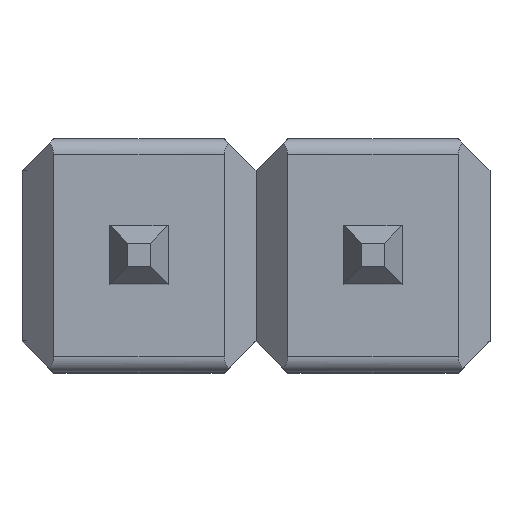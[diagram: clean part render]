
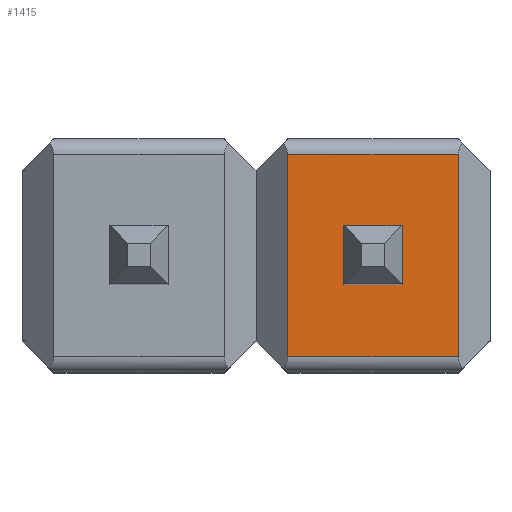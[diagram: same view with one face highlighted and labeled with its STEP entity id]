
A CAD part, top view. The second image highlights one B-rep face of the part: STEP entity #1415.
In plain terms, the highlighted planar face has unit normal (0, 0, 1).
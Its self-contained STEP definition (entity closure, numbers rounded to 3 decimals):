
#13=FACE_BOUND('',#174,.T.);
#94=FACE_OUTER_BOUND('',#173,.T.);
#173=EDGE_LOOP('',(#1115,#1116,#1117,#1118));
#174=EDGE_LOOP('',(#1119,#1120,#1121,#1122));
#267=LINE('',#2058,#451);
#269=LINE('',#2073,#453);
#277=LINE('',#2091,#461);
#282=LINE('',#2101,#466);
#313=LINE('',#2163,#497);
#314=LINE('',#2165,#498);
#315=LINE('',#2167,#499);
#316=LINE('',#2168,#500);
#451=VECTOR('',#1678,10.);
#453=VECTOR('',#1692,10.);
#461=VECTOR('',#1708,10.);
#466=VECTOR('',#1717,10.);
#497=VECTOR('',#1772,10.);
#498=VECTOR('',#1773,10.);
#499=VECTOR('',#1774,10.);
#500=VECTOR('',#1775,10.);
#612=VERTEX_POINT('',#2055);
#613=VERTEX_POINT('',#2057);
#619=VERTEX_POINT('',#2070);
#620=VERTEX_POINT('',#2072);
#647=VERTEX_POINT('',#2161);
#648=VERTEX_POINT('',#2162);
#649=VERTEX_POINT('',#2164);
#650=VERTEX_POINT('',#2166);
#764=EDGE_CURVE('',#612,#613,#267,.T.);
#771=EDGE_CURVE('',#619,#620,#269,.T.);
#781=EDGE_CURVE('',#620,#612,#277,.T.);
#786=EDGE_CURVE('',#613,#619,#282,.T.);
#817=EDGE_CURVE('',#647,#648,#313,.T.);
#818=EDGE_CURVE('',#648,#649,#314,.T.);
#819=EDGE_CURVE('',#649,#650,#315,.T.);
#820=EDGE_CURVE('',#650,#647,#316,.T.);
#1115=ORIENTED_EDGE('',*,*,#781,.F.);
#1116=ORIENTED_EDGE('',*,*,#771,.F.);
#1117=ORIENTED_EDGE('',*,*,#786,.F.);
#1118=ORIENTED_EDGE('',*,*,#764,.F.);
#1119=ORIENTED_EDGE('',*,*,#817,.T.);
#1120=ORIENTED_EDGE('',*,*,#818,.T.);
#1121=ORIENTED_EDGE('',*,*,#819,.T.);
#1122=ORIENTED_EDGE('',*,*,#820,.T.);
#1338=PLANE('',#1518);
#1415=ADVANCED_FACE('',(#94,#13),#1338,.T.);
#1518=AXIS2_PLACEMENT_3D('',#2160,#1770,#1771);
#1678=DIRECTION('',(1.,0.,0.));
#1692=DIRECTION('',(-1.,0.,0.));
#1708=DIRECTION('',(0.,1.,0.));
#1717=DIRECTION('',(0.,-1.,0.));
#1770=DIRECTION('center_axis',(0.,0.,1.));
#1771=DIRECTION('ref_axis',(-1.,0.,0.));
#1772=DIRECTION('',(1.,0.,0.));
#1773=DIRECTION('',(0.,-1.,0.));
#1774=DIRECTION('',(-1.,0.,0.));
#1775=DIRECTION('',(0.,1.,0.));
#2055=CARTESIAN_POINT('',(11.775,1.097,2.8));
#2057=CARTESIAN_POINT('',(13.625,1.097,2.8));
#2058=CARTESIAN_POINT('',(11.775,1.097,2.8));
#2070=CARTESIAN_POINT('',(13.625,-1.097,2.8));
#2072=CARTESIAN_POINT('',(11.775,-1.097,2.8));
#2073=CARTESIAN_POINT('',(13.625,-1.097,2.8));
#2091=CARTESIAN_POINT('',(11.775,-1.097,2.8));
#2101=CARTESIAN_POINT('',(13.625,1.097,2.8));
#2160=CARTESIAN_POINT('Origin',(11.757,-1.295,2.8));
#2161=CARTESIAN_POINT('',(12.385,0.315,2.8));
#2162=CARTESIAN_POINT('',(13.015,0.315,2.8));
#2163=CARTESIAN_POINT('',(12.385,0.315,2.8));
#2164=CARTESIAN_POINT('',(13.015,-0.315,2.8));
#2165=CARTESIAN_POINT('',(13.015,0.315,2.8));
#2166=CARTESIAN_POINT('',(12.385,-0.315,2.8));
#2167=CARTESIAN_POINT('',(13.015,-0.315,2.8));
#2168=CARTESIAN_POINT('',(12.385,-0.315,2.8));
